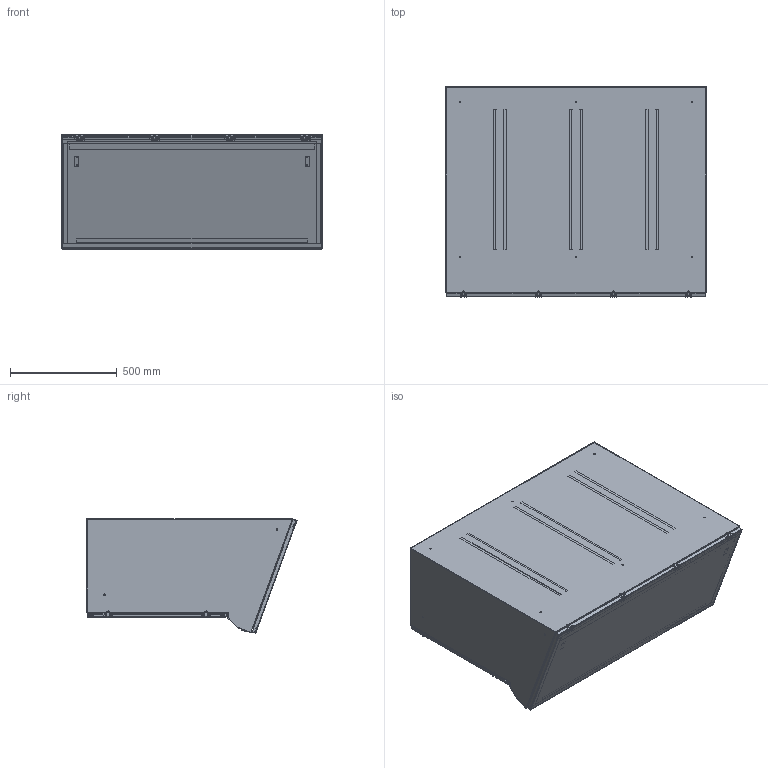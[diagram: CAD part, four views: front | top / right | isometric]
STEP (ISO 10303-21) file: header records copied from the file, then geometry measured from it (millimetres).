
FILE_DESCRIPTION (( 'STEP AP214' ), '1' );
FILE_NAME ('2CLC2048.STEP', '2019-07-12T21:17:50', ( '' ), ( '' ), 'SwSTEP 2.0', 'SolidWorks 2018', '' );
FILE_SCHEMA (( 'AUTOMOTIVE_DESIGN' ));
Length unit declared in the file: inch
Products named in the file (1): 2CLC2048
Bounding box: 1219.2 x 984.05 x 534.91 mm (x, y, z)
Volume: 10505484.8 mm3; surface area: 10650931.1 mm2
Topology: 183 solids, 183 shells, 3208 faces, 7887 edges, 5188 vertices
Faces by surface type: plane 2234, cylinder 732, bspline 160, cone 44, torus 34, sphere 4
Full cylindrical faces by diameter (mm): 4.801 x8, 4.976 x13, 5 x7, 5.004 x8, 5.74 x8, 5.893 x6, 5.994 x24, 6 x4, 6.172 x2, 6.35 x43, 6.909 x3, 6.985 x8, 7.137 x83, 7.805 x1, 7.937 x4, 7.938 x4, 8.331 x2, 8.382 x6, 8.509 x3, 9.144 x2, 9.525 x6, 9.83 x11, 9.931 x4, 10.16 x2, 11.1 x2, 12.7 x23, 13.335 x7, 15.494 x4, 15.875 x18, 16.002 x4
Entity records: 100406 total; most frequent: CARTESIAN_POINT 24583, ORIENTED_EDGE 14570, DIRECTION 14393, EDGE_CURVE 7285, LINE 5215, VECTOR 5215, VERTEX_POINT 5015, AXIS2_PLACEMENT_3D 4589
